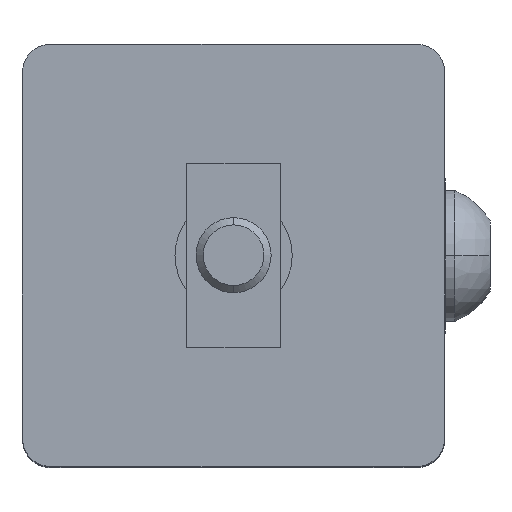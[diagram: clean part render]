
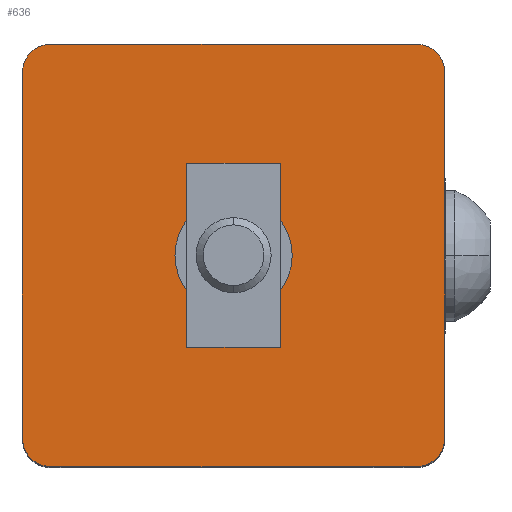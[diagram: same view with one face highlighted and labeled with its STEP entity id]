
A CAD part, top view. The second image highlights one B-rep face of the part: STEP entity #636.
In plain terms, the highlighted planar face has unit normal (0, 0, 1).
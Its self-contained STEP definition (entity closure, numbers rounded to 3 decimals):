
#146 = AXIS2_PLACEMENT_3D ( 'NONE', #8390, #8440, #5858 ) ;
#210 = DIRECTION ( 'NONE',  ( 0., -1., 0. ) ) ;
#285 = CARTESIAN_POINT ( 'NONE',  ( -19.5, 22.5, 73. ) ) ;
#388 = ORIENTED_EDGE ( 'NONE', *, *, #3690, .F. ) ;
#550 = CARTESIAN_POINT ( 'NONE',  ( -21.621, -21.621, 73. ) ) ;
#584 = DIRECTION ( 'NONE',  ( 0., 0., -1. ) ) ;
#636 = ADVANCED_FACE ( 'NONE', ( #2758, #4074 ), #4270, .F. ) ;
#726 = CARTESIAN_POINT ( 'NONE',  ( 19.5, -19.5, 73. ) ) ;
#763 = CIRCLE ( 'NONE', #7059, 3. ) ;
#821 = CARTESIAN_POINT ( 'NONE',  ( 0., 0., 73. ) ) ;
#921 = CARTESIAN_POINT ( 'NONE',  ( -22.5, -19.5, 73. ) ) ;
#985 = CARTESIAN_POINT ( 'NONE',  ( 20., 0., 73. ) ) ;
#1086 = CARTESIAN_POINT ( 'NONE',  ( -22.5, 19.5, 73. ) ) ;
#1103 = EDGE_CURVE ( 'NONE', #2546, #6541, #7585, .T. ) ;
#1266 = AXIS2_PLACEMENT_3D ( 'NONE', #821, #5383, #210 ) ;
#1317 = DIRECTION ( 'NONE',  ( 0., 0., -1. ) ) ;
#1367 = CARTESIAN_POINT ( 'NONE',  ( 19.5, -22.5, 73. ) ) ;
#1369 = VECTOR ( 'NONE', #8058, 1000. ) ;
#1397 = EDGE_CURVE ( 'NONE', #7117, #7721, #763, .T. ) ;
#1444 = DIRECTION ( 'NONE',  ( -0.707, -0.707, 0. ) ) ;
#1461 = ORIENTED_EDGE ( 'NONE', *, *, #5958, .T. ) ;
#1548 = VECTOR ( 'NONE', #4875, 1000. ) ;
#1566 = VERTEX_POINT ( 'NONE', #2024 ) ;
#1689 = VERTEX_POINT ( 'NONE', #1367 ) ;
#1883 = VECTOR ( 'NONE', #3691, 1000. ) ;
#2017 = AXIS2_PLACEMENT_3D ( 'NONE', #8197, #7563, #6306 ) ;
#2024 = CARTESIAN_POINT ( 'NONE',  ( 19.5, 22.5, 73. ) ) ;
#2088 = DIRECTION ( 'NONE',  ( -0.707, -0.707, 0. ) ) ;
#2169 = CIRCLE ( 'NONE', #2297, 3. ) ;
#2175 = CIRCLE ( 'NONE', #2017, 3. ) ;
#2183 = VERTEX_POINT ( 'NONE', #3815 ) ;
#2239 = EDGE_LOOP ( 'NONE', ( #1461, #3505 ) ) ;
#2240 = CARTESIAN_POINT ( 'NONE',  ( 0., -6.25, 73. ) ) ;
#2297 = AXIS2_PLACEMENT_3D ( 'NONE', #726, #2927, #5321 ) ;
#2336 = AXIS2_PLACEMENT_3D ( 'NONE', #5911, #5993, #6655 ) ;
#2342 = LINE ( 'NONE', #6056, #7430 ) ;
#2372 = LINE ( 'NONE', #1086, #1883 ) ;
#2546 = VERTEX_POINT ( 'NONE', #6030 ) ;
#2559 = DIRECTION ( 'NONE',  ( -0.707, 0.707, 0. ) ) ;
#2758 = FACE_OUTER_BOUND ( 'NONE', #5835, .T. ) ;
#2793 = CIRCLE ( 'NONE', #4313, 6.25 ) ;
#2882 = CARTESIAN_POINT ( 'NONE',  ( 22.5, -19.5, 73. ) ) ;
#2918 = CIRCLE ( 'NONE', #2336, 3. ) ;
#2927 = DIRECTION ( 'NONE',  ( 0., 0., -1. ) ) ;
#3092 = VERTEX_POINT ( 'NONE', #7294 ) ;
#3194 = CIRCLE ( 'NONE', #146, 3. ) ;
#3223 = EDGE_CURVE ( 'NONE', #6521, #6131, #8274, .T. ) ;
#3227 = ORIENTED_EDGE ( 'NONE', *, *, #7472, .F. ) ;
#3500 = ORIENTED_EDGE ( 'NONE', *, *, #7690, .T. ) ;
#3505 = ORIENTED_EDGE ( 'NONE', *, *, #6443, .T. ) ;
#3604 = CARTESIAN_POINT ( 'NONE',  ( 22.5, 19.5, 73. ) ) ;
#3610 = ORIENTED_EDGE ( 'NONE', *, *, #4876, .F. ) ;
#3618 = ORIENTED_EDGE ( 'NONE', *, *, #1103, .F. ) ;
#3680 = ORIENTED_EDGE ( 'NONE', *, *, #3223, .T. ) ;
#3690 = EDGE_CURVE ( 'NONE', #2183, #1689, #2175, .T. ) ;
#3691 = DIRECTION ( 'NONE',  ( 0., -1., 0. ) ) ;
#3777 = EDGE_CURVE ( 'NONE', #5926, #4909, #2372, .T. ) ;
#3815 = CARTESIAN_POINT ( 'NONE',  ( 21.621, -21.621, 73. ) ) ;
#3845 = ORIENTED_EDGE ( 'NONE', *, *, #1397, .F. ) ;
#4074 = FACE_BOUND ( 'NONE', #2239, .T. ) ;
#4140 = DIRECTION ( 'NONE',  ( -0.707, 0.707, 0. ) ) ;
#4151 = AXIS2_PLACEMENT_3D ( 'NONE', #5978, #6007, #1444 ) ;
#4270 = PLANE ( 'NONE',  #5681 ) ;
#4313 = AXIS2_PLACEMENT_3D ( 'NONE', #7176, #1317, #7087 ) ;
#4628 = CIRCLE ( 'NONE', #1266, 6.25 ) ;
#4761 = DIRECTION ( 'NONE',  ( 0., 0., -1. ) ) ;
#4822 = EDGE_CURVE ( 'NONE', #7365, #6131, #2918, .T. ) ;
#4875 = DIRECTION ( 'NONE',  ( 1., 0., 0. ) ) ;
#4876 = EDGE_CURVE ( 'NONE', #5926, #7117, #6557, .T. ) ;
#4890 = CARTESIAN_POINT ( 'NONE',  ( -19.5, 19.5, 73. ) ) ;
#4909 = VERTEX_POINT ( 'NONE', #921 ) ;
#4917 = VERTEX_POINT ( 'NONE', #2240 ) ;
#4976 = DIRECTION ( 'NONE',  ( -1., 0., 0. ) ) ;
#5004 = DIRECTION ( 'NONE',  ( 0., 0., -1. ) ) ;
#5239 = ORIENTED_EDGE ( 'NONE', *, *, #6563, .F. ) ;
#5244 = CARTESIAN_POINT ( 'NONE',  ( 22.5, -19.5, 73. ) ) ;
#5321 = DIRECTION ( 'NONE',  ( 0.707, -0.707, 0. ) ) ;
#5383 = DIRECTION ( 'NONE',  ( 0., 0., -1. ) ) ;
#5408 = ORIENTED_EDGE ( 'NONE', *, *, #3777, .T. ) ;
#5681 = AXIS2_PLACEMENT_3D ( 'NONE', #985, #5004, #4976 ) ;
#5835 = EDGE_LOOP ( 'NONE', ( #3618, #3500, #388, #5239, #3680, #7832, #7259, #8063, #3845, #3610, #5408, #3227 ) ) ;
#5858 = DIRECTION ( 'NONE',  ( 0.707, 0.707, 0. ) ) ;
#5905 = CIRCLE ( 'NONE', #4151, 3. ) ;
#5911 = CARTESIAN_POINT ( 'NONE',  ( 19.5, 19.5, 73. ) ) ;
#5926 = VERTEX_POINT ( 'NONE', #7826 ) ;
#5958 = EDGE_CURVE ( 'NONE', #4917, #3092, #4628, .T. ) ;
#5978 = CARTESIAN_POINT ( 'NONE',  ( -19.5, -19.5, 73. ) ) ;
#5993 = DIRECTION ( 'NONE',  ( 0., 0., -1. ) ) ;
#6007 = DIRECTION ( 'NONE',  ( 0., 0., -1. ) ) ;
#6030 = CARTESIAN_POINT ( 'NONE',  ( -19.5, -22.5, 73. ) ) ;
#6056 = CARTESIAN_POINT ( 'NONE',  ( 19.5, 22.5, 73. ) ) ;
#6131 = VERTEX_POINT ( 'NONE', #3604 ) ;
#6133 = DIRECTION ( 'NONE',  ( 0., 0., -1. ) ) ;
#6306 = DIRECTION ( 'NONE',  ( 0.707, -0.707, 0. ) ) ;
#6443 = EDGE_CURVE ( 'NONE', #3092, #4917, #2793, .T. ) ;
#6492 = CARTESIAN_POINT ( 'NONE',  ( 21.621, 21.621, 73. ) ) ;
#6521 = VERTEX_POINT ( 'NONE', #5244 ) ;
#6541 = VERTEX_POINT ( 'NONE', #550 ) ;
#6557 = CIRCLE ( 'NONE', #7293, 3. ) ;
#6563 = EDGE_CURVE ( 'NONE', #6521, #2183, #2169, .T. ) ;
#6655 = DIRECTION ( 'NONE',  ( 0.707, 0.707, 0. ) ) ;
#6774 = AXIS2_PLACEMENT_3D ( 'NONE', #7921, #4761, #2088 ) ;
#7059 = AXIS2_PLACEMENT_3D ( 'NONE', #8315, #584, #2559 ) ;
#7075 = EDGE_CURVE ( 'NONE', #1566, #7365, #3194, .T. ) ;
#7087 = DIRECTION ( 'NONE',  ( 0., -1., 0. ) ) ;
#7117 = VERTEX_POINT ( 'NONE', #7718 ) ;
#7176 = CARTESIAN_POINT ( 'NONE',  ( 0., 0., 73. ) ) ;
#7259 = ORIENTED_EDGE ( 'NONE', *, *, #7075, .F. ) ;
#7293 = AXIS2_PLACEMENT_3D ( 'NONE', #4890, #6133, #4140 ) ;
#7294 = CARTESIAN_POINT ( 'NONE',  ( 0., 6.25, 73. ) ) ;
#7365 = VERTEX_POINT ( 'NONE', #6492 ) ;
#7396 = CARTESIAN_POINT ( 'NONE',  ( -19.5, -22.5, 73. ) ) ;
#7430 = VECTOR ( 'NONE', #8072, 1000. ) ;
#7472 = EDGE_CURVE ( 'NONE', #6541, #4909, #5905, .T. ) ;
#7563 = DIRECTION ( 'NONE',  ( 0., 0., -1. ) ) ;
#7585 = CIRCLE ( 'NONE', #6774, 3. ) ;
#7690 = EDGE_CURVE ( 'NONE', #2546, #1689, #8358, .T. ) ;
#7718 = CARTESIAN_POINT ( 'NONE',  ( -21.621, 21.621, 73. ) ) ;
#7721 = VERTEX_POINT ( 'NONE', #285 ) ;
#7826 = CARTESIAN_POINT ( 'NONE',  ( -22.5, 19.5, 73. ) ) ;
#7832 = ORIENTED_EDGE ( 'NONE', *, *, #4822, .F. ) ;
#7921 = CARTESIAN_POINT ( 'NONE',  ( -19.5, -19.5, 73. ) ) ;
#8058 = DIRECTION ( 'NONE',  ( 0., 1., 0. ) ) ;
#8063 = ORIENTED_EDGE ( 'NONE', *, *, #8240, .T. ) ;
#8072 = DIRECTION ( 'NONE',  ( -1., 0., 0. ) ) ;
#8197 = CARTESIAN_POINT ( 'NONE',  ( 19.5, -19.5, 73. ) ) ;
#8240 = EDGE_CURVE ( 'NONE', #1566, #7721, #2342, .T. ) ;
#8274 = LINE ( 'NONE', #2882, #1369 ) ;
#8315 = CARTESIAN_POINT ( 'NONE',  ( -19.5, 19.5, 73. ) ) ;
#8358 = LINE ( 'NONE', #7396, #1548 ) ;
#8390 = CARTESIAN_POINT ( 'NONE',  ( 19.5, 19.5, 73. ) ) ;
#8440 = DIRECTION ( 'NONE',  ( 0., 0., -1. ) ) ;
